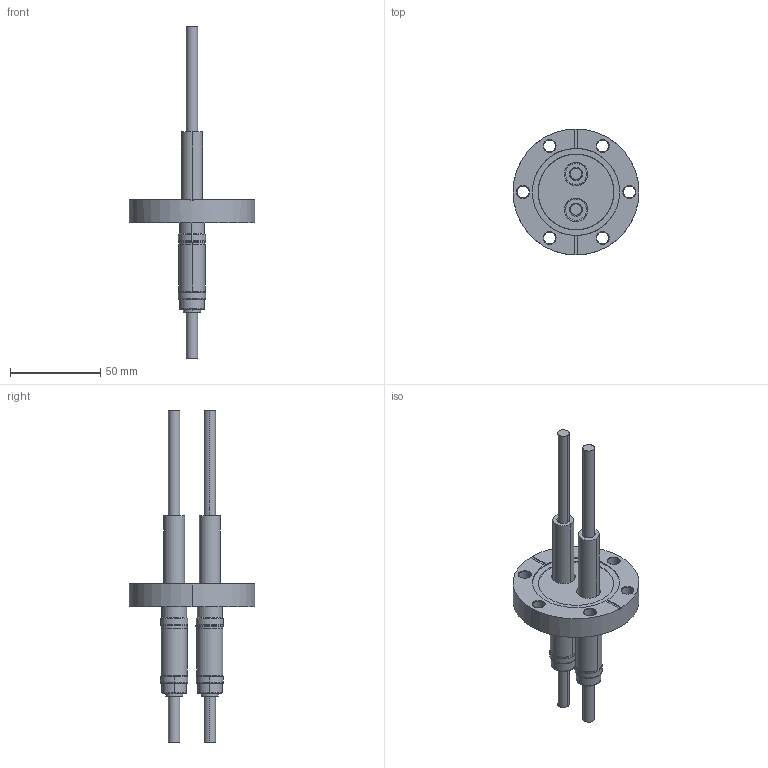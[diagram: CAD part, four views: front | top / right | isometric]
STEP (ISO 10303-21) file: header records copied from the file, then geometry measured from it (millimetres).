
FILE_DESCRIPTION (( 'STEP AP214' ), '1' );
FILE_NAME ('420XST040-12-150-2.step', '2017-07-10T09:36:18', ( 'install' ), ( '' ), 'SwSTEP 2.0', 'SolidWorks 2015', '' );
FILE_SCHEMA (( 'AUTOMOTIVE_DESIGN' ));
Length unit declared in the file: inch
Products named in the file (1): 420XST040-12-150-2
Bounding box: 69.85 x 69.85 x 184.15 mm (x, y, z)
Surface area: 34176.1 mm2 (no closed solid volume)
Topology: 0 solids, 14 shells, 155 faces, 388 edges, 248 vertices
Faces by surface type: cylinder 78, cone 46, plane 23, bspline 8
Entity records: 6325 total; most frequent: CARTESIAN_POINT 2456, DIRECTION 868, ORIENTED_EDGE 732, EDGE_CURVE 388, AXIS2_PLACEMENT_3D 364, VERTEX_POINT 248, CIRCLE 216, EDGE_LOOP 180
